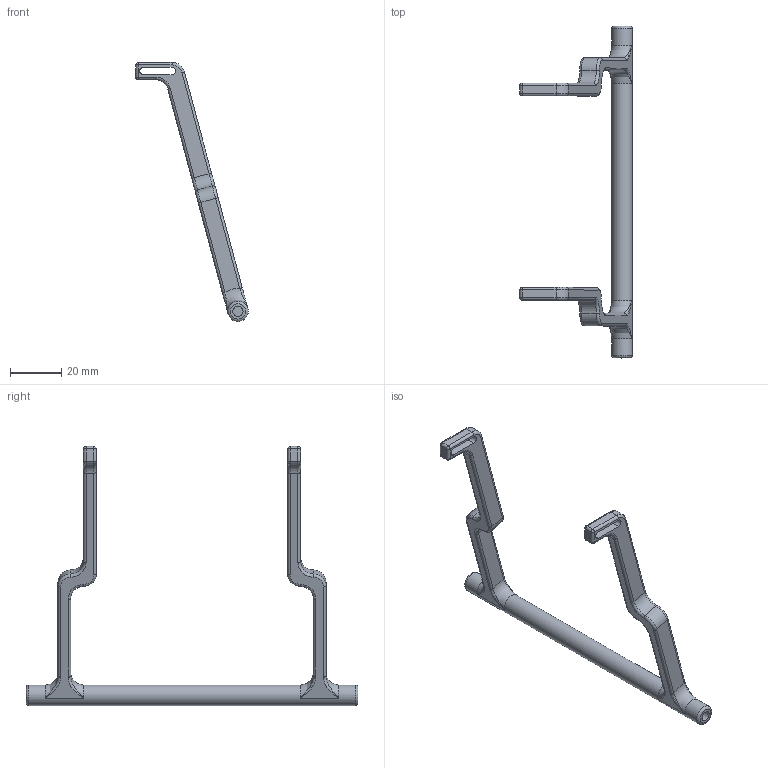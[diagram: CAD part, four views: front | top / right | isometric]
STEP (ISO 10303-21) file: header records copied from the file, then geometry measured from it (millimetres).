
FILE_DESCRIPTION(/* description */ (''),/* implementation_level */ '2;1');
FILE_NAME(/* name */ 'arm x1.step',/* time_stamp */ '2022-05-05T21:53:24+02:00',/* author */ (''),/* organization */ (''),/* preprocessor_version */ 'ST-DEVELOPER v18.1',/* originating_system */ 'Autodesk Translation Framework v10.14.0.1471',/* authorisation */ '');
FILE_SCHEMA (('AUTOMOTIVE_DESIGN { 1 0 10303 214 3 1 1 }'));
Length unit declared in the file: millimetre
Products named in the file (1): Untitled v1 (1)
Bounding box: 44 x 130 x 101.49 mm (x, y, z)
Volume: 15402.7 mm3; surface area: 9098.1 mm2
Topology: 1 solids, 1 shells, 121 faces, 282 edges, 156 vertices
Faces by surface type: cylinder 50, torus 30, plane 25, sphere 8, bspline 8
Full cylindrical faces by diameter (mm): 4 x1, 8 x1
Entity records: 3984 total; most frequent: CARTESIAN_POINT 1186, DIRECTION 636, ORIENTED_EDGE 548, EDGE_CURVE 274, AXIS2_PLACEMENT_3D 264, VERTEX_POINT 156, CIRCLE 150, EDGE_LOOP 126
